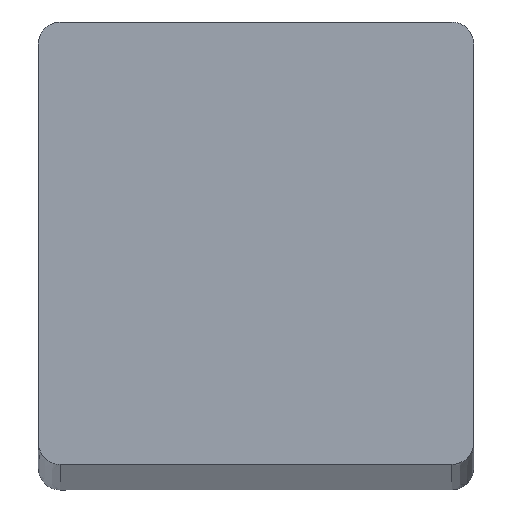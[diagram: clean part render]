
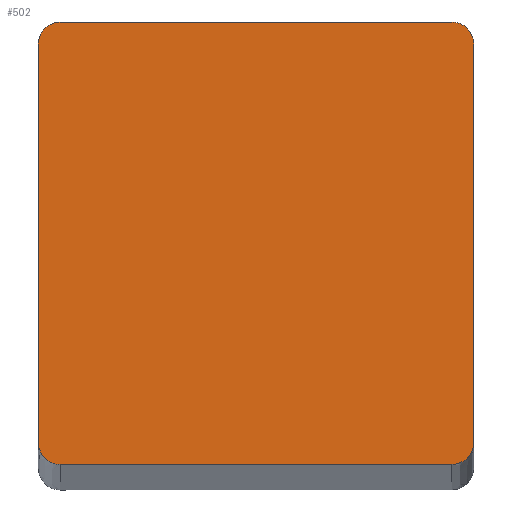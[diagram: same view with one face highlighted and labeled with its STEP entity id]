
A CAD part, front view. The second image highlights one B-rep face of the part: STEP entity #502.
In plain terms, the highlighted planar face has unit normal (0, -1, 0).
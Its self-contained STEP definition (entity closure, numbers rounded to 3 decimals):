
#30=B_SPLINE_CURVE_WITH_KNOTS('',3,(#686,#687,#688,#689,#690),
 .UNSPECIFIED.,.F.,.F.,(4,1,4),(0.,0.001,
0.002),.UNSPECIFIED.);
#33=B_SPLINE_CURVE_WITH_KNOTS('',3,(#713,#714,#715,#716,#717),
 .UNSPECIFIED.,.F.,.F.,(4,1,4),(0.,0.001,0.002),
 .UNSPECIFIED.);
#36=B_SPLINE_CURVE_WITH_KNOTS('',3,(#761,#762,#763,#764,#765),
 .UNSPECIFIED.,.F.,.F.,(4,1,4),(0.,0.001,
0.002),.UNSPECIFIED.);
#40=B_SPLINE_CURVE_WITH_KNOTS('',3,(#814,#815,#816,#817,#818),
 .UNSPECIFIED.,.F.,.F.,(4,1,4),(0.,0.001,
0.002),.UNSPECIFIED.);
#70=LINE('',#748,#102);
#71=LINE('',#796,#103);
#72=LINE('',#825,#104);
#73=LINE('',#827,#105);
#102=VECTOR('',#577,1000.);
#103=VECTOR('',#578,1000.);
#104=VECTOR('',#581,1000.);
#105=VECTOR('',#584,1000.);
#117=PLANE('',#522);
#210=ORIENTED_EDGE('',*,*,#252,.T.);
#211=ORIENTED_EDGE('',*,*,#267,.T.);
#212=ORIENTED_EDGE('',*,*,#259,.T.);
#213=ORIENTED_EDGE('',*,*,#262,.F.);
#214=ORIENTED_EDGE('',*,*,#264,.T.);
#215=ORIENTED_EDGE('',*,*,#266,.T.);
#216=ORIENTED_EDGE('',*,*,#255,.T.);
#217=ORIENTED_EDGE('',*,*,#258,.T.);
#252=EDGE_CURVE('',#294,#295,#30,.T.);
#255=EDGE_CURVE('',#296,#297,#33,.T.);
#258=EDGE_CURVE('',#297,#294,#70,.T.);
#259=EDGE_CURVE('',#298,#299,#36,.T.);
#262=EDGE_CURVE('',#300,#299,#71,.T.);
#264=EDGE_CURVE('',#300,#301,#40,.T.);
#266=EDGE_CURVE('',#301,#296,#72,.F.);
#267=EDGE_CURVE('',#295,#298,#73,.T.);
#294=VERTEX_POINT('',#691);
#295=VERTEX_POINT('',#692);
#296=VERTEX_POINT('',#718);
#297=VERTEX_POINT('',#719);
#298=VERTEX_POINT('',#766);
#299=VERTEX_POINT('',#767);
#300=VERTEX_POINT('',#797);
#301=VERTEX_POINT('',#819);
#325=EDGE_LOOP('',(#210,#211,#212,#213,#214,#215,#216,#217));
#347=FACE_BOUND('',#325,.T.);
#502=ADVANCED_FACE('',(#347),#117,.F.);
#522=AXIS2_PLACEMENT_3D('',#828,#585,#586);
#577=DIRECTION('',(1.,0.,0.));
#578=DIRECTION('',(1.,0.,0.));
#581=DIRECTION('',(0.,0.,1.));
#584=DIRECTION('',(0.,0.,1.));
#585=DIRECTION('',(0.,1.,0.));
#586=DIRECTION('',(0.,0.,1.));
#686=CARTESIAN_POINT('',(49.,-177.121,44.248));
#687=CARTESIAN_POINT('',(49.266,-177.121,44.248));
#688=CARTESIAN_POINT('',(49.786,-177.121,44.473));
#689=CARTESIAN_POINT('',(50.,-177.121,44.998));
#690=CARTESIAN_POINT('',(50.,-177.121,45.264));
#691=CARTESIAN_POINT('',(49.,-177.121,44.248));
#692=CARTESIAN_POINT('',(50.,-177.121,45.264));
#713=CARTESIAN_POINT('',(30.,-177.121,45.264));
#714=CARTESIAN_POINT('',(30.,-177.121,44.998));
#715=CARTESIAN_POINT('',(30.213,-177.121,44.474));
#716=CARTESIAN_POINT('',(30.734,-177.121,44.248));
#717=CARTESIAN_POINT('',(31.,-177.121,44.248));
#718=CARTESIAN_POINT('',(30.,-177.121,45.264));
#719=CARTESIAN_POINT('',(31.,-177.121,44.248));
#748=CARTESIAN_POINT('',(-99.801,-177.121,44.248));
#761=CARTESIAN_POINT('',(50.,-177.121,63.556));
#762=CARTESIAN_POINT('',(50.,-177.121,63.822));
#763=CARTESIAN_POINT('',(49.787,-177.121,64.345));
#764=CARTESIAN_POINT('',(49.266,-177.121,64.572));
#765=CARTESIAN_POINT('',(49.,-177.121,64.572));
#766=CARTESIAN_POINT('',(50.,-177.121,63.556));
#767=CARTESIAN_POINT('',(49.,-177.121,64.572));
#796=CARTESIAN_POINT('',(-99.801,-177.121,64.572));
#797=CARTESIAN_POINT('',(31.,-177.121,64.572));
#814=CARTESIAN_POINT('',(31.,-177.121,64.572));
#815=CARTESIAN_POINT('',(30.734,-177.121,64.572));
#816=CARTESIAN_POINT('',(30.214,-177.121,64.347));
#817=CARTESIAN_POINT('',(30.,-177.121,63.822));
#818=CARTESIAN_POINT('',(30.,-177.121,63.556));
#819=CARTESIAN_POINT('',(30.,-177.121,63.556));
#825=CARTESIAN_POINT('',(30.,-177.121,81.5));
#827=CARTESIAN_POINT('',(50.,-177.121,44.248));
#828=CARTESIAN_POINT('',(-99.801,-177.121,44.248));
